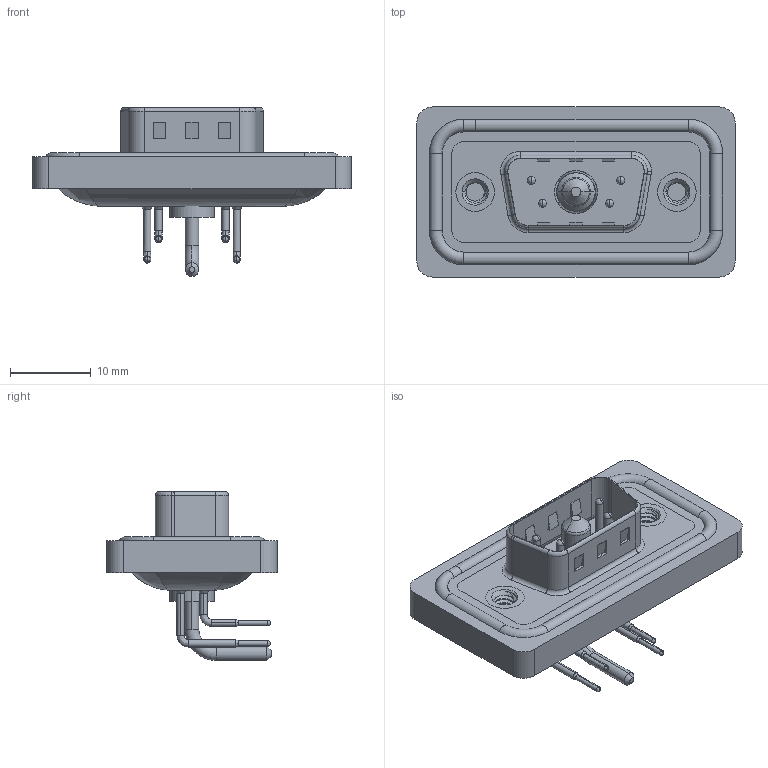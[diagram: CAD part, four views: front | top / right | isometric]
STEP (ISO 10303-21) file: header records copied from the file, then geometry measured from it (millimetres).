
FILE_DESCRIPTION (( 'STEP AP203' ), '1' );
FILE_NAME ('629W5W1-240-1N2.STEP', '2024-04-11T12:17:45', ( '' ), ( '' ), 'SwSTEP 2.0', 'SolidWorks 2023', '' );
FILE_SCHEMA (( 'CONFIG_CONTROL_DESIGN' ));
Length unit declared in the file: millimetre
Products named in the file (9): 629Combo Threaded Rivet_2; 629Combo Contact Row 2; Power Pin_10A RA; 629W5W1-240-1N2; 629Combo Shell Rear_09 Contacts; 629Combo Housing_5W1; 629Combo Contact Row 1; 629Combo Waterproof Housing_09 Contacts; 629Combo Shell Front_09 Contacts
Assembly tree (11 placements, depth 2):
  629W5W1-240-1N2
    629Combo Housing_5W1
    629Combo Shell Rear_09 Contacts
    629Combo Shell Front_09 Contacts
    629Combo Waterproof Housing_09 Contacts
    629Combo Threaded Rivet_2  x2
    Power Pin_10A RA
    629Combo Contact Row 1  x2
    629Combo Contact Row 2  x2
Bounding box: 39.5 x 21.1 x 20.95 mm (x, y, z)
Volume: 4428.8 mm3; surface area: 7113.2 mm2
Topology: 13 solids, 13 shells, 894 faces, 2357 edges, 1505 vertices
Faces by surface type: plane 411, cylinder 345, torus 68, bspline 35, cone 35
Entity records: 22853 total; most frequent: CARTESIAN_POINT 5517, DIRECTION 3538, ORIENTED_EDGE 3352, EDGE_CURVE 1676, AXIS2_PLACEMENT_3D 1282, VERTEX_POINT 1071, LINE 974, VECTOR 974
